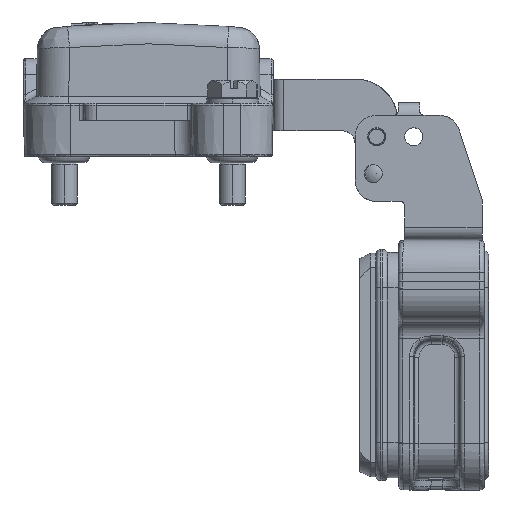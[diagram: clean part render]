
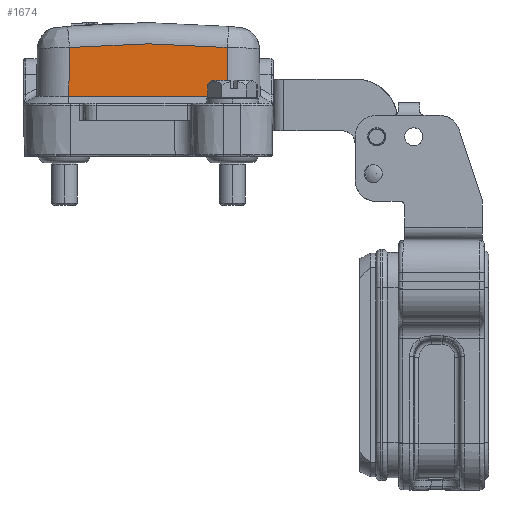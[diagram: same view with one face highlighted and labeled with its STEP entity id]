
A CAD part, left-side view. The second image highlights one B-rep face of the part: STEP entity #1674.
In plain terms, the highlighted planar face has unit normal (-1, 0, 0.018).
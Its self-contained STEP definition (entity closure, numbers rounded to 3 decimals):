
#1674=ADVANCED_FACE('NONE',(#3548),#2947,.T.);
#2947=PLANE('',#22486);
#3548=FACE_OUTER_BOUND('',#4810,.T.);
#4810=EDGE_LOOP('',(#9578,#9579,#9580,#9581));
#6223=LINE('',#31006,#7689);
#6224=LINE('',#31008,#7690);
#7689=VECTOR('',#24341,1.);
#7690=VECTOR('',#24342,1.);
#9578=ORIENTED_EDGE('',*,*,#18039,.F.);
#9579=ORIENTED_EDGE('',*,*,#18013,.F.);
#9580=ORIENTED_EDGE('',*,*,#18040,.T.);
#9581=ORIENTED_EDGE('',*,*,#18041,.T.);
#15867=VERTEX_POINT('',#30749);
#15869=VERTEX_POINT('',#30789);
#15888=VERTEX_POINT('',#31005);
#15889=VERTEX_POINT('',#31007);
#18013=EDGE_CURVE('NONE',#15869,#15867,#21202,.T.);
#18039=EDGE_CURVE('NONE',#15867,#15888,#21215,.T.);
#18040=EDGE_CURVE('NONE',#15869,#15889,#6223,.T.);
#18041=EDGE_CURVE('NONE',#15889,#15888,#6224,.T.);
#21202=B_SPLINE_CURVE_WITH_KNOTS('',3,(#30790,#30791,#30792,#30793),
 .UNSPECIFIED.,.F.,.F.,(4,4),(0.,1.),.UNSPECIFIED.);
#21215=B_SPLINE_CURVE_WITH_KNOTS('',3,(#31001,#31002,#31003,#31004),
 .UNSPECIFIED.,.F.,.F.,(4,4),(0.,1.),.UNSPECIFIED.);
#22486=AXIS2_PLACEMENT_3D('',#31009,#24343,#24344);
#24341=DIRECTION('',(-0.017,0.017,-1.));
#24342=DIRECTION('',(0.,-1.,0.));
#24343=DIRECTION('',(-1.,0.,0.017));
#24344=DIRECTION('',(0.017,0.,1.));
#30749=CARTESIAN_POINT('',(-44.274,59.718,73.729));
#30789=CARTESIAN_POINT('',(-44.274,96.268,73.729));
#30790=CARTESIAN_POINT('',(-44.274,96.268,73.729));
#30791=CARTESIAN_POINT('',(-44.254,84.12,74.873));
#30792=CARTESIAN_POINT('',(-44.254,71.865,74.873));
#30793=CARTESIAN_POINT('',(-44.274,59.718,73.729));
#31001=CARTESIAN_POINT('',(-44.274,59.717,73.729));
#31002=CARTESIAN_POINT('',(-44.34,59.652,69.964));
#31003=CARTESIAN_POINT('',(-44.406,59.586,66.198));
#31004=CARTESIAN_POINT('',(-44.471,59.52,62.433));
#31005=CARTESIAN_POINT('',(-44.472,59.52,62.433));
#31006=CARTESIAN_POINT('',(-44.274,96.268,73.729));
#31007=CARTESIAN_POINT('',(-44.472,96.466,62.433));
#31008=CARTESIAN_POINT('',(-44.471,77.993,62.433));
#31009=CARTESIAN_POINT('',(-44.5,105.773,60.8));
